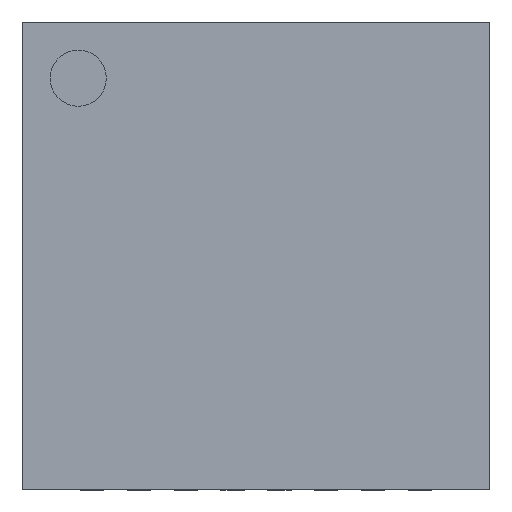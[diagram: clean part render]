
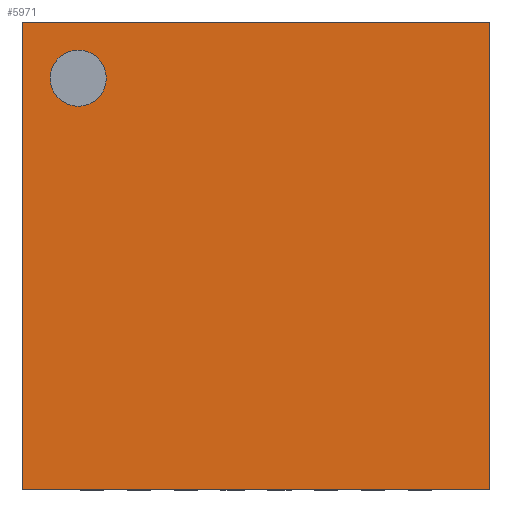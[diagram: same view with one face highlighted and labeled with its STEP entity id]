
A CAD part, top view. The second image highlights one B-rep face of the part: STEP entity #5971.
In plain terms, the highlighted planar face has unit normal (0, 0, 1).
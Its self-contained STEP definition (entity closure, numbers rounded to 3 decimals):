
#33 = DIRECTION ( 'NONE',  ( 1., 0., 0. ) ) ;
#133 = VECTOR ( 'NONE', #5919, 1000. ) ;
#171 = ORIENTED_EDGE ( 'NONE', *, *, #13775, .T. ) ;
#313 = LINE ( 'NONE', #10292, #9543 ) ;
#749 = VERTEX_POINT ( 'NONE', #12852 ) ;
#1056 = VERTEX_POINT ( 'NONE', #10545 ) ;
#1230 = CARTESIAN_POINT ( 'NONE',  ( -1.6, 1.9, 0.9 ) ) ;
#1444 = CARTESIAN_POINT ( 'NONE',  ( -2.5, -2.5, 0.9 ) ) ;
#1981 = ORIENTED_EDGE ( 'NONE', *, *, #12133, .T. ) ;
#2163 = DIRECTION ( 'NONE',  ( 0., 0., 1. ) ) ;
#2191 = EDGE_CURVE ( 'NONE', #9396, #3663, #313, .T. ) ;
#2310 = ORIENTED_EDGE ( 'NONE', *, *, #2191, .T. ) ;
#2337 = CARTESIAN_POINT ( 'NONE',  ( -1.9, 1.9, 0.9 ) ) ;
#2848 = DIRECTION ( 'NONE',  ( 0., 0., 1. ) ) ;
#2877 = EDGE_CURVE ( 'NONE', #6914, #749, #15847, .T. ) ;
#3225 = DIRECTION ( 'NONE',  ( 0., 0., 1. ) ) ;
#3382 = CARTESIAN_POINT ( 'NONE',  ( -2.5, 2.5, 0.9 ) ) ;
#3663 = VERTEX_POINT ( 'NONE', #1444 ) ;
#4197 = CARTESIAN_POINT ( 'NONE',  ( -2.5, -2.5, 0.9 ) ) ;
#4612 = AXIS2_PLACEMENT_3D ( 'NONE', #11232, #2163, #33 ) ;
#4860 = LINE ( 'NONE', #14656, #133 ) ;
#5044 = PLANE ( 'NONE',  #4612 ) ;
#5379 = EDGE_CURVE ( 'NONE', #749, #6914, #9011, .T. ) ;
#5565 = EDGE_LOOP ( 'NONE', ( #1981, #14420, #2310, #171 ) ) ;
#5862 = CARTESIAN_POINT ( 'NONE',  ( -2.5, 2.5, 0.9 ) ) ;
#5919 = DIRECTION ( 'NONE',  ( 0., 1., 0. ) ) ;
#5933 = FACE_OUTER_BOUND ( 'NONE', #5565, .T. ) ;
#5971 = ADVANCED_FACE ( 'NONE', ( #5933, #13593 ), #5044, .T. ) ;
#6167 = AXIS2_PLACEMENT_3D ( 'NONE', #15301, #2848, #12810 ) ;
#6914 = VERTEX_POINT ( 'NONE', #1230 ) ;
#7951 = DIRECTION ( 'NONE',  ( 1., 0., 0. ) ) ;
#8221 = DIRECTION ( 'NONE',  ( 1., 0., 0. ) ) ;
#9011 = CIRCLE ( 'NONE', #6167, 0.3 ) ;
#9396 = VERTEX_POINT ( 'NONE', #5862 ) ;
#9543 = VECTOR ( 'NONE', #15290, 1000. ) ;
#9767 = ORIENTED_EDGE ( 'NONE', *, *, #5379, .F. ) ;
#9854 = CARTESIAN_POINT ( 'NONE',  ( 2.5, 2.5, 0.9 ) ) ;
#10042 = VECTOR ( 'NONE', #7951, 1000. ) ;
#10292 = CARTESIAN_POINT ( 'NONE',  ( -2.5, 2.5, 0.9 ) ) ;
#10545 = CARTESIAN_POINT ( 'NONE',  ( 2.5, -2.5, 0.9 ) ) ;
#10854 = EDGE_CURVE ( 'NONE', #11041, #9396, #13339, .T. ) ;
#11041 = VERTEX_POINT ( 'NONE', #9854 ) ;
#11232 = CARTESIAN_POINT ( 'NONE',  ( 0., 0., 0.9 ) ) ;
#11894 = AXIS2_PLACEMENT_3D ( 'NONE', #2337, #3225, #8221 ) ;
#12035 = DIRECTION ( 'NONE',  ( -1., 0., 0. ) ) ;
#12069 = ORIENTED_EDGE ( 'NONE', *, *, #2877, .F. ) ;
#12133 = EDGE_CURVE ( 'NONE', #1056, #11041, #4860, .T. ) ;
#12810 = DIRECTION ( 'NONE',  ( 1., 0., 0. ) ) ;
#12852 = CARTESIAN_POINT ( 'NONE',  ( -2.2, 1.9, 0.9 ) ) ;
#12892 = VECTOR ( 'NONE', #12035, 1000. ) ;
#13339 = LINE ( 'NONE', #3382, #12892 ) ;
#13593 = FACE_BOUND ( 'NONE', #14955, .T. ) ;
#13775 = EDGE_CURVE ( 'NONE', #3663, #1056, #15411, .T. ) ;
#14420 = ORIENTED_EDGE ( 'NONE', *, *, #10854, .T. ) ;
#14656 = CARTESIAN_POINT ( 'NONE',  ( 2.5, 2.5, 0.9 ) ) ;
#14955 = EDGE_LOOP ( 'NONE', ( #12069, #9767 ) ) ;
#15290 = DIRECTION ( 'NONE',  ( 0., -1., 0. ) ) ;
#15301 = CARTESIAN_POINT ( 'NONE',  ( -1.9, 1.9, 0.9 ) ) ;
#15411 = LINE ( 'NONE', #4197, #10042 ) ;
#15847 = CIRCLE ( 'NONE', #11894, 0.3 ) ;
